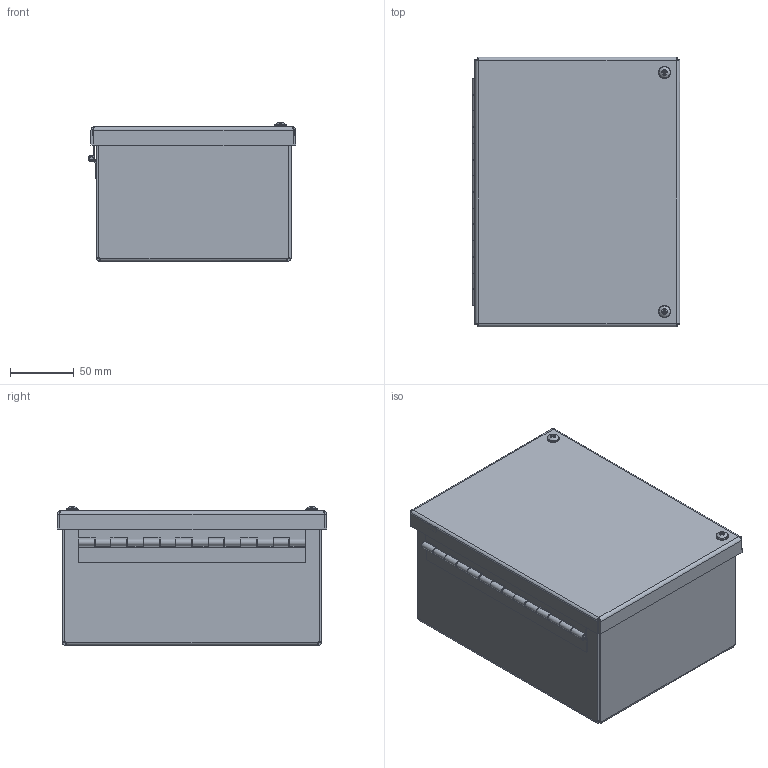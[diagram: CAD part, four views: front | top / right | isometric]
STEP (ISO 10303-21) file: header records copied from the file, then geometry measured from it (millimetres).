
FILE_DESCRIPTION(/* description */ ('JIC,CS,OIL TIGHT,8X6X4,BACK'),/* implementation_level */ '2;1');
FILE_NAME(/* name */ 'WA080604GIE.stp',/* time_stamp */ '2014-04-28T22:12:32+06:00',/* author */ ('ps'),/* organization */ (''),/* preprocessor_version */ 'ST-DEVELOPER v15.2',/* originating_system */ 'Autodesk Inventor 2014',/* authorisation */ '');
FILE_SCHEMA (('AUTOMOTIVE_DESIGN { 1 0 10303 214 3 1 1 }'));
Length unit declared in the file: inch
Products named in the file (13): WA080604GIEBKP; 3499; 328121LH; 328121P; 328121TH; 328121; WA0806GIELID; 316259; 38811; 34984; 39077; 372163; WA080604GIE
Bounding box: 162.47 x 211.14 x 108.76 mm (x, y, z)
Volume: 347748 mm3; surface area: 353222.3 mm2
Topology: 18 solids, 18 shells, 445 faces, 1113 edges, 715 vertices
Faces by surface type: plane 257, cylinder 113, cone 33, bspline 28, torus 12, sphere 2
Full cylindrical faces by diameter (mm): 2.54 x1, 2.957 x14, 3.962 x6, 4.826 x3, 4.978 x2, 6.299 x2, 6.35 x1, 6.528 x4, 7.061 x2, 7.144 x2, 7.62 x4, 7.938 x4, 9.474 x2, 10.312 x2, 11.506 x2, 15.875 x4
Entity records: 10973 total; most frequent: CARTESIAN_POINT 2722, DIRECTION 1600, ORIENTED_EDGE 1564, EDGE_CURVE 782, AXIS2_PLACEMENT_3D 550, VERTEX_POINT 522, LINE 500, VECTOR 500
